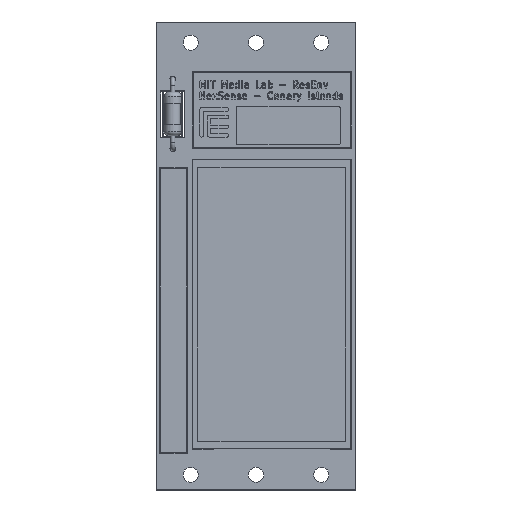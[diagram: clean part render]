
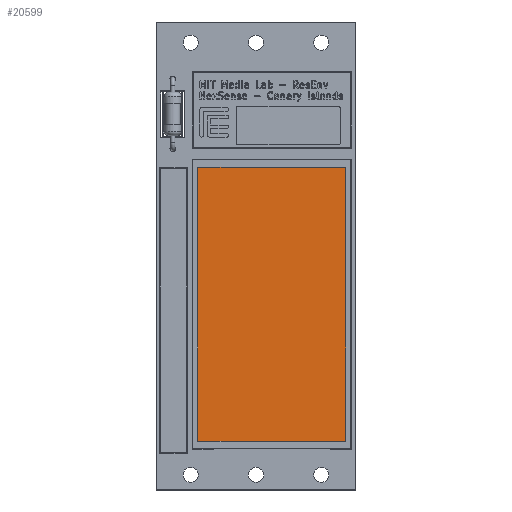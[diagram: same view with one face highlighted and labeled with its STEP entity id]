
A CAD part, top view. The second image highlights one B-rep face of the part: STEP entity #20599.
In plain terms, the highlighted planar face has unit normal (0, 0, 1).
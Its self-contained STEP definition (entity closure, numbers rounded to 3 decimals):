
#20509 = VERTEX_POINT('',#20510);
#20510 = CARTESIAN_POINT('',(37.128,36.073,1.81));
#20516 = EDGE_CURVE('',#20509,#20517,#20519,.T.);
#20517 = VERTEX_POINT('',#20518);
#20518 = CARTESIAN_POINT('',(58.628,36.073,1.81));
#20519 = LINE('',#20520,#20521);
#20520 = CARTESIAN_POINT('',(47.878,36.073,1.81));
#20521 = VECTOR('',#20522,1.);
#20522 = DIRECTION('',(1.,0.,0.));
#20540 = VERTEX_POINT('',#20541);
#20541 = CARTESIAN_POINT('',(37.128,-3.707,1.81));
#20547 = EDGE_CURVE('',#20509,#20540,#20548,.T.);
#20548 = LINE('',#20549,#20550);
#20549 = CARTESIAN_POINT('',(37.128,16.183,1.81));
#20550 = VECTOR('',#20551,1.);
#20551 = DIRECTION('',(0.,-1.,0.));
#20564 = VERTEX_POINT('',#20565);
#20565 = CARTESIAN_POINT('',(58.628,-3.707,1.81));
#20571 = EDGE_CURVE('',#20540,#20564,#20572,.T.);
#20572 = LINE('',#20573,#20574);
#20573 = CARTESIAN_POINT('',(47.878,-3.707,1.81));
#20574 = VECTOR('',#20575,1.);
#20575 = DIRECTION('',(1.,0.,0.));
#20588 = EDGE_CURVE('',#20517,#20564,#20589,.T.);
#20589 = LINE('',#20590,#20591);
#20590 = CARTESIAN_POINT('',(58.628,16.183,1.81));
#20591 = VECTOR('',#20592,1.);
#20592 = DIRECTION('',(0.,-1.,0.));
#20599 = ADVANCED_FACE('',(#20600),#20606,.T.);
#20600 = FACE_BOUND('',#20601,.T.);
#20601 = EDGE_LOOP('',(#20602,#20603,#20604,#20605));
#20602 = ORIENTED_EDGE('',*,*,#20516,.F.);
#20603 = ORIENTED_EDGE('',*,*,#20547,.T.);
#20604 = ORIENTED_EDGE('',*,*,#20571,.T.);
#20605 = ORIENTED_EDGE('',*,*,#20588,.F.);
#20606 = PLANE('',#20607);
#20607 = AXIS2_PLACEMENT_3D('',#20608,#20609,#20610);
#20608 = CARTESIAN_POINT('',(47.878,16.183,1.81));
#20609 = DIRECTION('',(0.,0.,1.));
#20610 = DIRECTION('',(1.,0.,0.));
